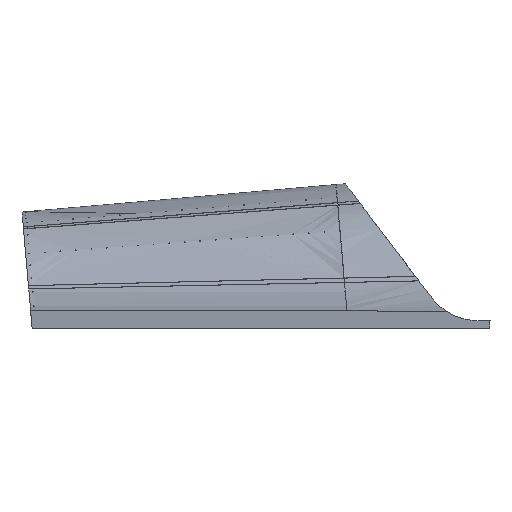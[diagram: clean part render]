
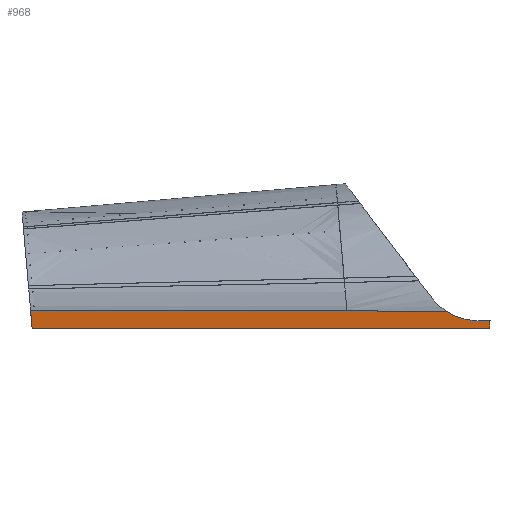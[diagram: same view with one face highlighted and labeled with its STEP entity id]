
A CAD part, front view. The second image highlights one B-rep face of the part: STEP entity #968.
In plain terms, the highlighted planar face has unit normal (-0.188, -0.982, 0).
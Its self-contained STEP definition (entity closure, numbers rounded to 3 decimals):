
#968 = ADVANCED_FACE( '', ( #2101 ), #2102, .T. );
#2101 = FACE_OUTER_BOUND( '', #19358, .T. );
#2102 = PLANE( '', #19359 );
#19358 = EDGE_LOOP( '', ( #24818, #24819, #24820, #24821, #24822, #24823, #24824, #24825, #24826, #24827, #24828 ) );
#19359 = AXIS2_PLACEMENT_3D( '', #24829, #24830, #24831 );
#24818 = ORIENTED_EDGE( '', *, *, #25342, .T. );
#24819 = ORIENTED_EDGE( '', *, *, #25557, .F. );
#24820 = ORIENTED_EDGE( '', *, *, #26216, .T. );
#24821 = ORIENTED_EDGE( '', *, *, #25630, .T. );
#24822 = ORIENTED_EDGE( '', *, *, #26107, .T. );
#24823 = ORIENTED_EDGE( '', *, *, #25608, .T. );
#24824 = ORIENTED_EDGE( '', *, *, #26217, .T. );
#24825 = ORIENTED_EDGE( '', *, *, #26043, .T. );
#24826 = ORIENTED_EDGE( '', *, *, #26218, .F. );
#24827 = ORIENTED_EDGE( '', *, *, #25933, .T. );
#24828 = ORIENTED_EDGE( '', *, *, #25433, .T. );
#24829 = CARTESIAN_POINT( '', ( 2534.485, -591.362, -41.937 ) );
#24830 = DIRECTION( '', ( -0.188, -0.982, 0. ) );
#24831 = DIRECTION( '', ( 0.982, -0.188, 0. ) );
#25342 = EDGE_CURVE( '', #26415, #26413, #26416, .T. );
#25433 = EDGE_CURVE( '', #26567, #26415, #26570, .T. );
#25557 = EDGE_CURVE( '', #26780, #26413, #26782, .F. );
#25608 = EDGE_CURVE( '', #26869, #26871, #26873, .T. );
#25630 = EDGE_CURVE( '', #26902, #26904, #26906, .T. );
#25933 = EDGE_CURVE( '', #27369, #26567, #27371, .T. );
#26043 = EDGE_CURVE( '', #27509, #27511, #27513, .T. );
#26107 = EDGE_CURVE( '', #26904, #26869, #27600, .T. );
#26216 = EDGE_CURVE( '', #26780, #26902, #27737, .T. );
#26217 = EDGE_CURVE( '', #26871, #27509, #27738, .T. );
#26218 = EDGE_CURVE( '', #27369, #27511, #27739, .T. );
#26413 = VERTEX_POINT( '', #28305 );
#26415 = VERTEX_POINT( '', #28310 );
#26416 = B_SPLINE_CURVE_WITH_KNOTS( '', 3, ( #28311, #28312, #28313, #28314, #28315, #28316, #28317, #28318, #28319, #28320, #28321, #28322, #28323 ), .UNSPECIFIED., .F., .F., ( 4, 3, 3, 3, 4 ), ( 1.239, 1.245, 1.369, 1.457, 1.5 ), .UNSPECIFIED. );
#26567 = VERTEX_POINT( '', #29579 );
#26570 = LINE( '', #29604, #29605 );
#26780 = VERTEX_POINT( '', #31180 );
#26782 = B_SPLINE_CURVE_WITH_KNOTS( '', 3, ( #31195, #31196, #31197, #31198, #31199, #31200, #31201, #31202, #31203, #31204 ), .UNSPECIFIED., .F., .F., ( 4, 3, 3, 4 ), ( 2.827, 3.243, 3.398, 3.659 ), .UNSPECIFIED. );
#26869 = VERTEX_POINT( '', #31997 );
#26871 = VERTEX_POINT( '', #32000 );
#26873 = LINE( '', #32003, #32004 );
#26902 = VERTEX_POINT( '', #32225 );
#26904 = VERTEX_POINT( '', #32228 );
#26906 = LINE( '', #32231, #32232 );
#27369 = VERTEX_POINT( '', #37827 );
#27371 = B_SPLINE_CURVE_WITH_KNOTS( '', 3, ( #37830, #37831, #37832, #37833, #37834, #37835, #37836, #37837, #37838, #37839, #37840, #37841, #37842 ), .UNSPECIFIED., .F., .F., ( 4, 3, 2, 2, 2, 4 ), ( 0., 0., 0.011, 0.022, 0.033, 0.044 ), .UNSPECIFIED. );
#27509 = VERTEX_POINT( '', #39133 );
#27511 = VERTEX_POINT( '', #39136 );
#27513 = LINE( '', #39139, #39140 );
#27600 = B_SPLINE_CURVE_WITH_KNOTS( '', 3, ( #40131, #40132, #40133, #40134 ), .UNSPECIFIED., .F., .F., ( 4, 4 ), ( 0., 1. ), .UNSPECIFIED. );
#27737 = LINE( '', #41438, #41439 );
#27738 = LINE( '', #41440, #41441 );
#27739 = B_SPLINE_CURVE_WITH_KNOTS( '', 3, ( #41442, #41443, #41444, #41445, #41446, #41447, #41448, #41449, #41450, #41451, #41452, #41453, #41454, #41455, #41456, #41457 ), .UNSPECIFIED., .F., .F., ( 4, 2, 2, 2, 2, 2, 2, 4 ), ( 0., 0.012, 0.024, 0.035, 0.041, 0.043, 0.044, 0.047 ), .UNSPECIFIED. );
#28305 = CARTESIAN_POINT( '', ( 2196.33, -526.637, 2.898 ) );
#28310 = CARTESIAN_POINT( '', ( 2452.714, -575.711, 2.227 ) );
#28311 = CARTESIAN_POINT( '', ( 2452.714, -575.711, 2.227 ) );
#28312 = CARTESIAN_POINT( '', ( 2450.759, -575.336, 2.232 ) );
#28313 = CARTESIAN_POINT( '', ( 2448.803, -574.962, 2.237 ) );
#28314 = CARTESIAN_POINT( '', ( 2446.847, -574.588, 2.242 ) );
#28315 = CARTESIAN_POINT( '', ( 2406.073, -566.783, 2.349 ) );
#28316 = CARTESIAN_POINT( '', ( 2365.299, -558.979, 2.456 ) );
#28317 = CARTESIAN_POINT( '', ( 2324.525, -551.174, 2.563 ) );
#28318 = CARTESIAN_POINT( '', ( 2296., -545.714, 2.637 ) );
#28319 = CARTESIAN_POINT( '', ( 2267.474, -540.254, 2.712 ) );
#28320 = CARTESIAN_POINT( '', ( 2238.948, -534.794, 2.787 ) );
#28321 = CARTESIAN_POINT( '', ( 2224.742, -532.075, 2.824 ) );
#28322 = CARTESIAN_POINT( '', ( 2210.536, -529.356, 2.861 ) );
#28323 = CARTESIAN_POINT( '', ( 2196.33, -526.637, 2.898 ) );
#29579 = CARTESIAN_POINT( '', ( 2452.725, -575.713, 2.227 ) );
#29604 = CARTESIAN_POINT( '', ( 2452.725, -575.713, 2.227 ) );
#29605 = VECTOR( '', #42560, 1000. );
#31180 = CARTESIAN_POINT( '', ( 1378.777, -370.15, 5.038 ) );
#31195 = CARTESIAN_POINT( '', ( 2196.33, -526.637, 2.898 ) );
#31196 = CARTESIAN_POINT( '', ( 2060.072, -500.556, 3.255 ) );
#31197 = CARTESIAN_POINT( '', ( 1923.813, -474.474, 3.611 ) );
#31198 = CARTESIAN_POINT( '', ( 1787.554, -448.393, 3.968 ) );
#31199 = CARTESIAN_POINT( '', ( 1736.994, -438.716, 4.1 ) );
#31200 = CARTESIAN_POINT( '', ( 1686.434, -429.038, 4.232 ) );
#31201 = CARTESIAN_POINT( '', ( 1635.875, -419.361, 4.365 ) );
#31202 = CARTESIAN_POINT( '', ( 1550.175, -402.957, 4.589 ) );
#31203 = CARTESIAN_POINT( '', ( 1464.476, -386.554, 4.813 ) );
#31204 = CARTESIAN_POINT( '', ( 1378.777, -370.15, 5.038 ) );
#31997 = CARTESIAN_POINT( '', ( 2494.474, -583.704, -41.935 ) );
#32000 = CARTESIAN_POINT( '', ( 2565.914, -597.378, -41.939 ) );
#32003 = CARTESIAN_POINT( '', ( 2534.485, -591.362, -41.937 ) );
#32004 = VECTOR( '', #42579, 1000. );
#32225 = CARTESIAN_POINT( '', ( 1382.886, -370.936, -41.921 ) );
#32228 = CARTESIAN_POINT( '', ( 2200.252, -527.387, -41.921 ) );
#32231 = CARTESIAN_POINT( '', ( 1150.633, -326.481, -41.921 ) );
#32232 = VECTOR( '', #42582, 1000. );
#37827 = CARTESIAN_POINT( '', ( 2492.421, -583.311, -15.988 ) );
#37830 = CARTESIAN_POINT( '', ( 2492.421, -583.311, -15.988 ) );
#37831 = CARTESIAN_POINT( '', ( 2492.421, -583.311, -15.988 ) );
#37832 = CARTESIAN_POINT( '', ( 2492.421, -583.311, -15.988 ) );
#37833 = CARTESIAN_POINT( '', ( 2492.421, -583.311, -15.988 ) );
#37834 = CARTESIAN_POINT( '', ( 2488.896, -582.636, -14.958 ) );
#37835 = CARTESIAN_POINT( '', ( 2485.426, -581.972, -13.805 ) );
#37836 = CARTESIAN_POINT( '', ( 2478.594, -580.664, -11.255 ) );
#37837 = CARTESIAN_POINT( '', ( 2475.231, -580.021, -9.858 ) );
#37838 = CARTESIAN_POINT( '', ( 2468.614, -578.754, -6.822 ) );
#37839 = CARTESIAN_POINT( '', ( 2465.359, -578.131, -5.184 ) );
#37840 = CARTESIAN_POINT( '', ( 2458.959, -576.906, -1.663 ) );
#37841 = CARTESIAN_POINT( '', ( 2455.815, -576.304, 0.219 ) );
#37842 = CARTESIAN_POINT( '', ( 2452.725, -575.713, 2.227 ) );
#39133 = CARTESIAN_POINT( '', ( 2565.914, -597.378, -22. ) );
#39136 = CARTESIAN_POINT( '', ( 2538.077, -592.05, -22. ) );
#39139 = CARTESIAN_POINT( '', ( 2550.199, -594.37, -22. ) );
#39140 = VECTOR( '', #42603, 1000. );
#40131 = CARTESIAN_POINT( '', ( 2200.252, -527.387, -41.921 ) );
#40132 = CARTESIAN_POINT( '', ( 2298.326, -546.16, -41.926 ) );
#40133 = CARTESIAN_POINT( '', ( 2396.4, -564.932, -41.931 ) );
#40134 = CARTESIAN_POINT( '', ( 2494.474, -583.704, -41.935 ) );
#41438 = CARTESIAN_POINT( '', ( 1368.631, -368.208, 121.008 ) );
#41439 = VECTOR( '', #42609, 1000. );
#41440 = CARTESIAN_POINT( '', ( 2565.914, -597.378, -31.969 ) );
#41441 = VECTOR( '', #42610, 1000. );
#41442 = CARTESIAN_POINT( '', ( 2492.421, -583.311, -15.988 ) );
#41443 = CARTESIAN_POINT( '', ( 2496.151, -584.025, -17.076 ) );
#41444 = CARTESIAN_POINT( '', ( 2499.899, -584.742, -18.014 ) );
#41445 = CARTESIAN_POINT( '', ( 2507.434, -586.185, -19.595 ) );
#41446 = CARTESIAN_POINT( '', ( 2511.221, -586.909, -20.238 ) );
#41447 = CARTESIAN_POINT( '', ( 2518.831, -588.366, -21.233 ) );
#41448 = CARTESIAN_POINT( '', ( 2522.655, -589.098, -21.584 ) );
#41449 = CARTESIAN_POINT( '', ( 2528.419, -590.201, -21.89 ) );
#41450 = CARTESIAN_POINT( '', ( 2530.345, -590.57, -21.956 ) );
#41451 = CARTESIAN_POINT( '', ( 2532.758, -591.032, -21.991 ) );
#41452 = CARTESIAN_POINT( '', ( 2533.241, -591.124, -21.996 ) );
#41453 = CARTESIAN_POINT( '', ( 2534.208, -591.309, -22.001 ) );
#41454 = CARTESIAN_POINT( '', ( 2534.692, -591.402, -22. ) );
#41455 = CARTESIAN_POINT( '', ( 2536.142, -591.68, -22. ) );
#41456 = CARTESIAN_POINT( '', ( 2537.11, -591.865, -22. ) );
#41457 = CARTESIAN_POINT( '', ( 2538.077, -592.05, -22. ) );
#42560 = DIRECTION( '', ( -0.982, 0.188, 0.003 ) );
#42579 = DIRECTION( '', ( 0.982, -0.188, 0. ) );
#42582 = DIRECTION( '', ( 0.982, -0.188, 0. ) );
#42603 = DIRECTION( '', ( -0.982, 0.188, 0. ) );
#42609 = DIRECTION( '', ( 0.087, -0.017, -0.996 ) );
#42610 = DIRECTION( '', ( 0., 0., 1. ) );
